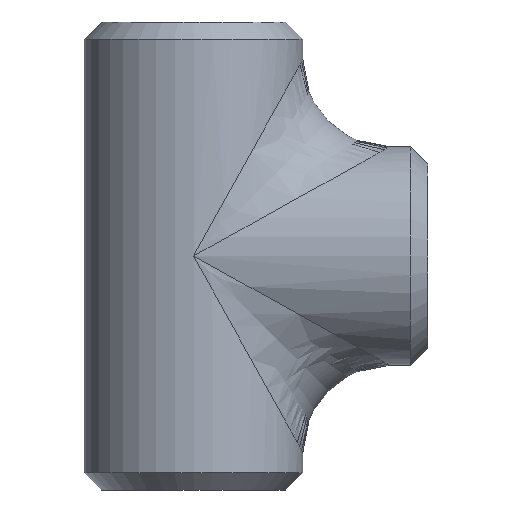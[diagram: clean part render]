
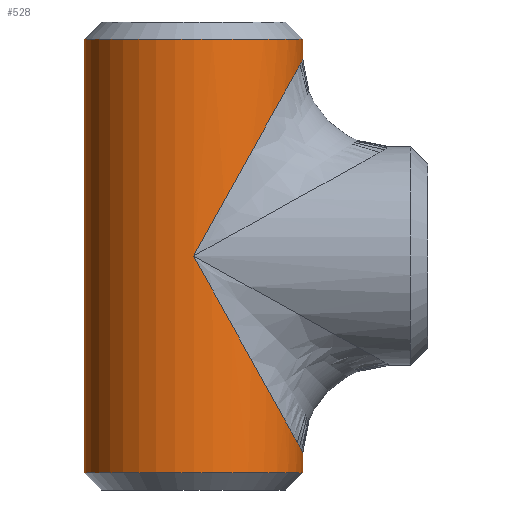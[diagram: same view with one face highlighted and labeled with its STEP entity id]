
A CAD part, front view. The second image highlights one B-rep face of the part: STEP entity #528.
In plain terms, the highlighted cylindrical face has radius 13.35 mm (diameter 26.7 mm), a partial arc.
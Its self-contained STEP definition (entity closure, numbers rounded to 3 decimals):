
#9 = CARTESIAN_POINT ( 'NONE',  ( 0., -13.35, 0. ) ) ;
#54 = CARTESIAN_POINT ( 'NONE',  ( 13.35, 0., 24.03 ) ) ;
#77 = CARTESIAN_POINT ( 'NONE',  ( -13.35, 0., -26.5 ) ) ;
#109 = CIRCLE ( 'NONE', #685, 13.35 ) ;
#114 =( BOUNDED_CURVE ( )  B_SPLINE_CURVE ( 3, ( #436, #1103, #252, #631 ),
 .UNSPECIFIED., .F., .F. ) 
 B_SPLINE_CURVE_WITH_KNOTS ( ( 4, 4 ),
 ( 1.571, 3.142 ),
 .UNSPECIFIED. ) 
 CURVE ( )  GEOMETRIC_REPRESENTATION_ITEM ( )  RATIONAL_B_SPLINE_CURVE ( ( 1., 0.805, 0.805, 1. ) ) 
 REPRESENTATION_ITEM ( '' )  );
#152 = DIRECTION ( 'NONE',  ( 0., 0., -1. ) ) ;
#158 = EDGE_CURVE ( 'NONE', #838, #577, #892, .T. ) ;
#172 = VECTOR ( 'NONE', #1183, 1000. ) ;
#182 =( BOUNDED_CURVE ( )  B_SPLINE_CURVE ( 3, ( #689, #558, #1157, #9 ),
 .UNSPECIFIED., .F., .F. ) 
 B_SPLINE_CURVE_WITH_KNOTS ( ( 4, 4 ),
 ( 3.142, 4.712 ),
 .UNSPECIFIED. ) 
 CURVE ( )  GEOMETRIC_REPRESENTATION_ITEM ( )  RATIONAL_B_SPLINE_CURVE ( ( 1., 0.805, 0.805, 1. ) ) 
 REPRESENTATION_ITEM ( '' )  );
#187 = CARTESIAN_POINT ( 'NONE',  ( 0., 0., -26.5 ) ) ;
#202 = CARTESIAN_POINT ( 'NONE',  ( 13.35, 0., 28.6 ) ) ;
#215 = LINE ( 'NONE', #973, #172 ) ;
#252 = CARTESIAN_POINT ( 'NONE',  ( 13.35, -7.82, 24.03 ) ) ;
#257 = VERTEX_POINT ( 'NONE', #1245 ) ;
#282 = CARTESIAN_POINT ( 'NONE',  ( -13.35, 0., 26.5 ) ) ;
#295 = AXIS2_PLACEMENT_3D ( 'NONE', #187, #1255, #1079 ) ;
#302 = EDGE_CURVE ( 'NONE', #895, #771, #215, .T. ) ;
#306 = DIRECTION ( 'NONE',  ( 0., 0., -1. ) ) ;
#309 = VECTOR ( 'NONE', #385, 1000. ) ;
#336 = CYLINDRICAL_SURFACE ( 'NONE', #1228, 13.35 ) ;
#348 = CARTESIAN_POINT ( 'NONE',  ( 0., 0., 26.5 ) ) ;
#360 = ORIENTED_EDGE ( 'NONE', *, *, #302, .T. ) ;
#385 = DIRECTION ( 'NONE',  ( 0., 0., -1. ) ) ;
#402 = LINE ( 'NONE', #1180, #511 ) ;
#423 = ORIENTED_EDGE ( 'NONE', *, *, #1248, .T. ) ;
#436 = CARTESIAN_POINT ( 'NONE',  ( 0., -13.35, 0. ) ) ;
#437 = EDGE_CURVE ( 'NONE', #452, #441, #402, .T. ) ;
#441 = VERTEX_POINT ( 'NONE', #697 ) ;
#444 = DIRECTION ( 'NONE',  ( 0., 0., -1. ) ) ;
#452 = VERTEX_POINT ( 'NONE', #934 ) ;
#470 = CIRCLE ( 'NONE', #295, 13.35 ) ;
#485 = ORIENTED_EDGE ( 'NONE', *, *, #158, .F. ) ;
#511 = VECTOR ( 'NONE', #306, 1000. ) ;
#528 = ADVANCED_FACE ( 'NONE', ( #1111 ), #336, .T. ) ;
#537 = DIRECTION ( 'NONE',  ( -1., 0., 0. ) ) ;
#538 = ORIENTED_EDGE ( 'NONE', *, *, #993, .T. ) ;
#558 = CARTESIAN_POINT ( 'NONE',  ( 13.35, -7.82, -24.03 ) ) ;
#577 = VERTEX_POINT ( 'NONE', #54 ) ;
#631 = CARTESIAN_POINT ( 'NONE',  ( 13.35, 0., 24.03 ) ) ;
#685 = AXIS2_PLACEMENT_3D ( 'NONE', #348, #444, #913 ) ;
#689 = CARTESIAN_POINT ( 'NONE',  ( 13.35, 0., -24.03 ) ) ;
#697 = CARTESIAN_POINT ( 'NONE',  ( 13.35, 0., -26.5 ) ) ;
#732 = CARTESIAN_POINT ( 'NONE',  ( 0., 0., 28.6 ) ) ;
#758 = EDGE_CURVE ( 'NONE', #452, #257, #182, .T. ) ;
#771 = VERTEX_POINT ( 'NONE', #77 ) ;
#824 = ORIENTED_EDGE ( 'NONE', *, *, #1191, .T. ) ;
#838 = VERTEX_POINT ( 'NONE', #860 ) ;
#860 = CARTESIAN_POINT ( 'NONE',  ( 13.35, 0., 26.5 ) ) ;
#870 = ORIENTED_EDGE ( 'NONE', *, *, #758, .T. ) ;
#892 = LINE ( 'NONE', #202, #309 ) ;
#895 = VERTEX_POINT ( 'NONE', #282 ) ;
#913 = DIRECTION ( 'NONE',  ( 1., 0., 0. ) ) ;
#934 = CARTESIAN_POINT ( 'NONE',  ( 13.35, 0., -24.03 ) ) ;
#973 = CARTESIAN_POINT ( 'NONE',  ( -13.35, 0., 28.6 ) ) ;
#993 = EDGE_CURVE ( 'NONE', #771, #441, #470, .T. ) ;
#1009 = ORIENTED_EDGE ( 'NONE', *, *, #437, .F. ) ;
#1079 = DIRECTION ( 'NONE',  ( 1., 0., 0. ) ) ;
#1103 = CARTESIAN_POINT ( 'NONE',  ( 7.82, -13.35, 14.076 ) ) ;
#1111 = FACE_OUTER_BOUND ( 'NONE', #1230, .T. ) ;
#1157 = CARTESIAN_POINT ( 'NONE',  ( 7.82, -13.35, -14.076 ) ) ;
#1180 = CARTESIAN_POINT ( 'NONE',  ( 13.35, 0., 28.6 ) ) ;
#1183 = DIRECTION ( 'NONE',  ( 0., 0., -1. ) ) ;
#1191 = EDGE_CURVE ( 'NONE', #257, #577, #114, .T. ) ;
#1228 = AXIS2_PLACEMENT_3D ( 'NONE', #732, #152, #537 ) ;
#1230 = EDGE_LOOP ( 'NONE', ( #485, #423, #360, #538, #1009, #870, #824 ) ) ;
#1245 = CARTESIAN_POINT ( 'NONE',  ( 0., -13.35, 0. ) ) ;
#1248 = EDGE_CURVE ( 'NONE', #838, #895, #109, .T. ) ;
#1255 = DIRECTION ( 'NONE',  ( 0., 0., 1. ) ) ;
